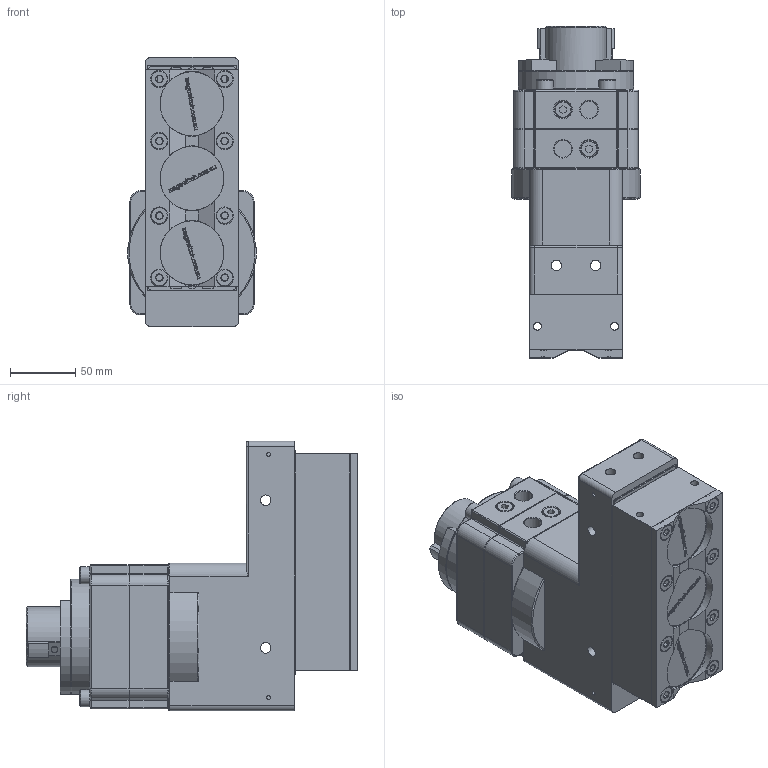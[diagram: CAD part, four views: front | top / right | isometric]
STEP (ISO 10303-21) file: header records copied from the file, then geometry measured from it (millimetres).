
FILE_DESCRIPTION(/* description */ (''),/* implementation_level */ '2;1');
FILE_NAME(/* name */ 'MS-8140393.stp',/* time_stamp */ '2013-12-10T15:15:48+01:00',/* author */ ('bs'),/* organization */ (''),/* preprocessor_version */ 'ST-DEVELOPER v15.2',/* originating_system */ 'Autodesk Inventor 2014',/* authorisation */ '');
FILE_SCHEMA (('AUTOMOTIVE_DESIGN { 1 0 10303 214 3 1 1 }'));
Length unit declared in the file: millimetre
Products named in the file (1): MS-8140393
Bounding box: 97.9 x 253.82 x 205.91 mm (x, y, z)
Surface area: 189190.2 mm2 (no closed solid volume)
Topology: 0 solids, 38 shells, 728 faces, 4330 edges, 3577 vertices
Faces by surface type: plane 441, cylinder 145, cone 108, torus 26, sphere 8
Full cylindrical faces by diameter (mm): 3 x4, 4 x2, 5 x2, 6 x4, 8 x9, 9.5 x2, 12.7 x2, 13 x7, 13.2 x14, 16 x2, 46 x1, 49 x3, 88 x1
Entity records: 41600 total; most frequent: CARTESIAN_POINT 8891, DIRECTION 6164, ORIENTED_EDGE 5443, EDGE_CURVE 4230, VERTEX_POINT 3569, LINE 3538, VECTOR 3538, AXIS2_PLACEMENT_3D 1313
